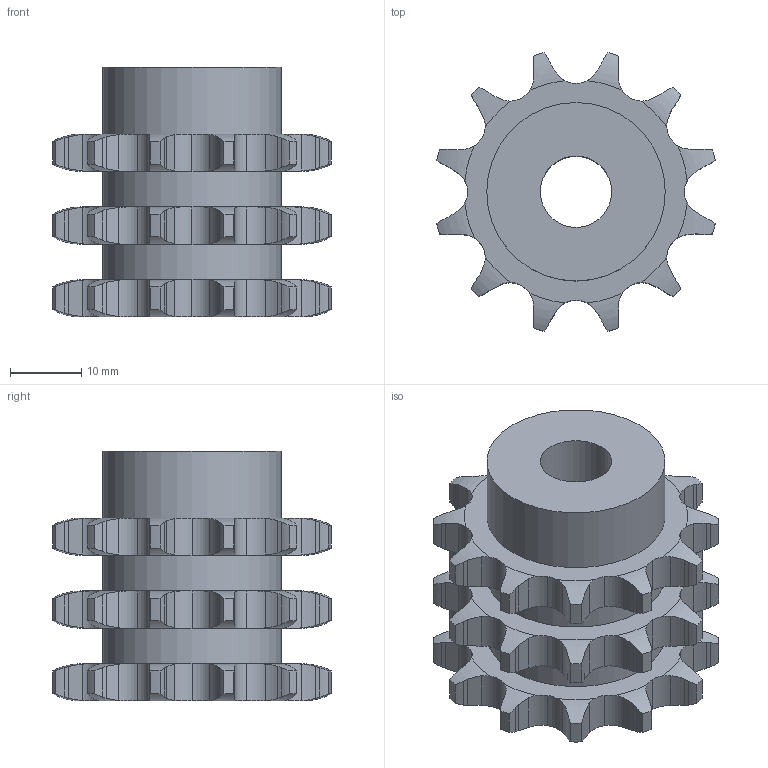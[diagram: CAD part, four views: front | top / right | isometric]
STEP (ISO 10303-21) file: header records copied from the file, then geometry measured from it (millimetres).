
FILE_DESCRIPTION(('FreeCAD Model'),'2;1');
FILE_NAME('Open CASCADE Shape Model','2021-09-19T10:21:13',('FreeCAD'),( 'FreeCAD'),'Open CASCADE STEP processor 7.4','FreeCAD','Unknown');
FILE_SCHEMA(('AUTOMOTIVE_DESIGN { 1 0 10303 214 1 1 1 1 }'));
Length unit declared in the file: millimetre
Products named in the file (1): Open CASCADE STEP translator 7.4 5
Bounding box: 38.99 x 38.99 x 35 mm (x, y, z)
Volume: 20715.8 mm3; surface area: 8382.7 mm2
Topology: 1 solids, 1 shells, 408 faces, 1201 edges, 801 vertices
Faces by surface type: cylinder 256, plane 80, torus 72
Full cylindrical faces by diameter (mm): 10 x1, 25 x3
Entity records: 36141 total; most frequent: CARTESIAN_POINT 15601, DIRECTION 2854, ORIENTED_EDGE 2402, PCURVE 2402, DEFINITIONAL_REPRESENTATION 2402, B_SPLINE_CURVE_WITH_KNOTS 1728, LINE 1352, VECTOR 1352
